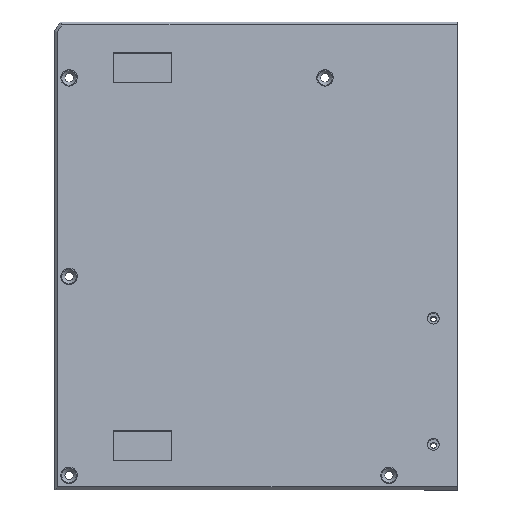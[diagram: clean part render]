
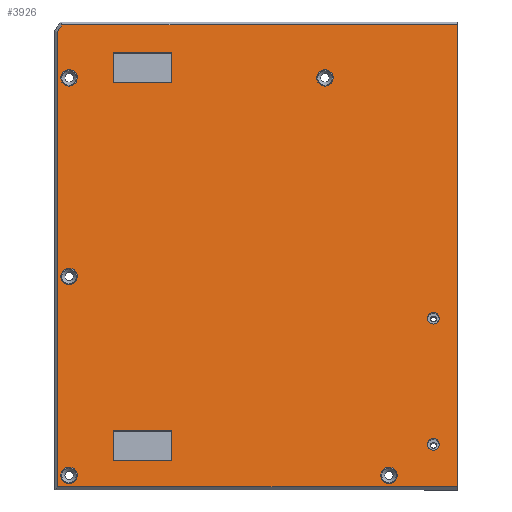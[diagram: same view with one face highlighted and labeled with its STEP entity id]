
A CAD part, top view. The second image highlights one B-rep face of the part: STEP entity #3926.
In plain terms, the highlighted planar face has unit normal (0, 0.112, 0.994).
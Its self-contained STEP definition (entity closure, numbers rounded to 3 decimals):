
#37=ELLIPSE('',#4207,2.818,2.8);
#38=ELLIPSE('',#4208,2.818,2.8);
#39=ELLIPSE('',#4209,2.818,2.8);
#40=ELLIPSE('',#4210,2.818,2.8);
#41=ELLIPSE('',#4211,2.818,2.8);
#307=FACE_BOUND('',#719,.T.);
#308=FACE_BOUND('',#720,.T.);
#309=FACE_BOUND('',#721,.T.);
#310=FACE_BOUND('',#722,.T.);
#311=FACE_BOUND('',#723,.T.);
#312=FACE_BOUND('',#724,.T.);
#313=FACE_BOUND('',#725,.T.);
#314=FACE_BOUND('',#726,.T.);
#315=FACE_BOUND('',#727,.T.);
#366=CIRCLE('',#4212,2.);
#367=CIRCLE('',#4213,2.);
#485=FACE_OUTER_BOUND('',#718,.T.);
#718=EDGE_LOOP('',(#3097,#3098,#3099,#3100,#3101));
#719=EDGE_LOOP('',(#3102));
#720=EDGE_LOOP('',(#3103));
#721=EDGE_LOOP('',(#3104));
#722=EDGE_LOOP('',(#3105,#3106,#3107,#3108));
#723=EDGE_LOOP('',(#3109,#3110,#3111,#3112));
#724=EDGE_LOOP('',(#3113));
#725=EDGE_LOOP('',(#3114));
#726=EDGE_LOOP('',(#3115));
#727=EDGE_LOOP('',(#3116));
#881=LINE('',#5455,#1312);
#1123=LINE('',#6084,#1554);
#1124=LINE('',#6086,#1555);
#1125=LINE('',#6088,#1556);
#1126=LINE('',#6089,#1557);
#1127=LINE('',#6098,#1558);
#1128=LINE('',#6100,#1559);
#1129=LINE('',#6102,#1560);
#1130=LINE('',#6103,#1561);
#1131=LINE('',#6106,#1562);
#1132=LINE('',#6108,#1563);
#1133=LINE('',#6110,#1564);
#1134=LINE('',#6111,#1565);
#1312=VECTOR('',#4404,10.);
#1554=VECTOR('',#4886,10.);
#1555=VECTOR('',#4887,10.);
#1556=VECTOR('',#4888,10.);
#1557=VECTOR('',#4889,10.);
#1558=VECTOR('',#4896,10.);
#1559=VECTOR('',#4897,10.);
#1560=VECTOR('',#4898,10.);
#1561=VECTOR('',#4899,10.);
#1562=VECTOR('',#4900,10.);
#1563=VECTOR('',#4901,10.);
#1564=VECTOR('',#4902,10.);
#1565=VECTOR('',#4903,10.);
#1743=VERTEX_POINT('',#5452);
#1744=VERTEX_POINT('',#5454);
#1955=VERTEX_POINT('',#6083);
#1956=VERTEX_POINT('',#6085);
#1957=VERTEX_POINT('',#6087);
#1958=VERTEX_POINT('',#6090);
#1959=VERTEX_POINT('',#6092);
#1960=VERTEX_POINT('',#6094);
#1961=VERTEX_POINT('',#6096);
#1962=VERTEX_POINT('',#6097);
#1963=VERTEX_POINT('',#6099);
#1964=VERTEX_POINT('',#6101);
#1965=VERTEX_POINT('',#6104);
#1966=VERTEX_POINT('',#6105);
#1967=VERTEX_POINT('',#6107);
#1968=VERTEX_POINT('',#6109);
#1969=VERTEX_POINT('',#6112);
#1970=VERTEX_POINT('',#6114);
#1971=VERTEX_POINT('',#6116);
#1972=VERTEX_POINT('',#6118);
#2094=EDGE_CURVE('',#1744,#1743,#881,.T.);
#2384=EDGE_CURVE('',#1955,#1743,#1123,.T.);
#2385=EDGE_CURVE('',#1956,#1955,#1124,.T.);
#2386=EDGE_CURVE('',#1957,#1956,#1125,.T.);
#2387=EDGE_CURVE('',#1744,#1957,#1126,.T.);
#2388=EDGE_CURVE('',#1958,#1958,#37,.T.);
#2389=EDGE_CURVE('',#1959,#1959,#38,.T.);
#2390=EDGE_CURVE('',#1960,#1960,#39,.T.);
#2391=EDGE_CURVE('',#1961,#1962,#1127,.T.);
#2392=EDGE_CURVE('',#1962,#1963,#1128,.T.);
#2393=EDGE_CURVE('',#1963,#1964,#1129,.T.);
#2394=EDGE_CURVE('',#1964,#1961,#1130,.T.);
#2395=EDGE_CURVE('',#1965,#1966,#1131,.T.);
#2396=EDGE_CURVE('',#1966,#1967,#1132,.T.);
#2397=EDGE_CURVE('',#1967,#1968,#1133,.T.);
#2398=EDGE_CURVE('',#1968,#1965,#1134,.T.);
#2399=EDGE_CURVE('',#1969,#1969,#40,.T.);
#2400=EDGE_CURVE('',#1970,#1970,#41,.T.);
#2401=EDGE_CURVE('',#1971,#1971,#366,.T.);
#2402=EDGE_CURVE('',#1972,#1972,#367,.T.);
#3097=ORIENTED_EDGE('',*,*,#2094,.T.);
#3098=ORIENTED_EDGE('',*,*,#2384,.F.);
#3099=ORIENTED_EDGE('',*,*,#2385,.F.);
#3100=ORIENTED_EDGE('',*,*,#2386,.F.);
#3101=ORIENTED_EDGE('',*,*,#2387,.F.);
#3102=ORIENTED_EDGE('',*,*,#2388,.T.);
#3103=ORIENTED_EDGE('',*,*,#2389,.T.);
#3104=ORIENTED_EDGE('',*,*,#2390,.T.);
#3105=ORIENTED_EDGE('',*,*,#2391,.T.);
#3106=ORIENTED_EDGE('',*,*,#2392,.T.);
#3107=ORIENTED_EDGE('',*,*,#2393,.T.);
#3108=ORIENTED_EDGE('',*,*,#2394,.T.);
#3109=ORIENTED_EDGE('',*,*,#2395,.T.);
#3110=ORIENTED_EDGE('',*,*,#2396,.T.);
#3111=ORIENTED_EDGE('',*,*,#2397,.T.);
#3112=ORIENTED_EDGE('',*,*,#2398,.T.);
#3113=ORIENTED_EDGE('',*,*,#2399,.T.);
#3114=ORIENTED_EDGE('',*,*,#2400,.T.);
#3115=ORIENTED_EDGE('',*,*,#2401,.T.);
#3116=ORIENTED_EDGE('',*,*,#2402,.T.);
#3746=PLANE('',#4206);
#3926=ADVANCED_FACE('',(#485,#307,#308,#309,#310,#311,#312,#313,#314,#315),
#3746,.T.);
#4206=AXIS2_PLACEMENT_3D('',#6082,#4884,#4885);
#4207=AXIS2_PLACEMENT_3D('',#6091,#4890,#4891);
#4208=AXIS2_PLACEMENT_3D('',#6093,#4892,#4893);
#4209=AXIS2_PLACEMENT_3D('',#6095,#4894,#4895);
#4210=AXIS2_PLACEMENT_3D('',#6113,#4904,#4905);
#4211=AXIS2_PLACEMENT_3D('',#6115,#4906,#4907);
#4212=AXIS2_PLACEMENT_3D('',#6117,#4908,#4909);
#4213=AXIS2_PLACEMENT_3D('',#6119,#4910,#4911);
#4404=DIRECTION('',(0.,0.994,-0.112));
#4884=DIRECTION('center_axis',(0.,0.112,0.994));
#4885=DIRECTION('ref_axis',(0.,-0.994,0.112));
#4886=DIRECTION('',(1.,0.,0.));
#4887=DIRECTION('',(0.524,0.846,-0.096));
#4888=DIRECTION('',(0.,0.994,-0.112));
#4889=DIRECTION('',(-1.,0.,0.));
#4890=DIRECTION('center_axis',(0.,-0.112,
-0.994));
#4891=DIRECTION('ref_axis',(0.,-0.994,0.112));
#4892=DIRECTION('center_axis',(0.,-0.112,
-0.994));
#4893=DIRECTION('ref_axis',(0.,-0.994,0.112));
#4894=DIRECTION('center_axis',(0.,-0.112,
-0.994));
#4895=DIRECTION('ref_axis',(0.,-0.994,0.112));
#4896=DIRECTION('',(-1.,0.,0.));
#4897=DIRECTION('',(0.,0.994,-0.112));
#4898=DIRECTION('',(1.,0.,0.));
#4899=DIRECTION('',(0.,-0.994,0.112));
#4900=DIRECTION('',(1.,0.,0.));
#4901=DIRECTION('',(0.,-0.994,0.112));
#4902=DIRECTION('',(-1.,0.,0.));
#4903=DIRECTION('',(0.,0.994,-0.112));
#4904=DIRECTION('center_axis',(0.,-0.112,
-0.994));
#4905=DIRECTION('ref_axis',(0.,-0.994,0.112));
#4906=DIRECTION('center_axis',(0.,-0.112,
-0.994));
#4907=DIRECTION('ref_axis',(0.,-0.994,0.112));
#4908=DIRECTION('center_axis',(0.,-0.112,
-0.994));
#4909=DIRECTION('ref_axis',(1.,0.,0.));
#4910=DIRECTION('center_axis',(0.,-0.112,
-0.994));
#4911=DIRECTION('ref_axis',(1.,0.,0.));
#5452=CARTESIAN_POINT('',(27.842,151.439,4.135));
#5454=CARTESIAN_POINT('',(27.842,-6.102,21.928));
#5455=CARTESIAN_POINT('',(27.842,95.311,10.474));
#6082=CARTESIAN_POINT('Origin',(-109.48,152.632,4.));
#6083=CARTESIAN_POINT('',(-107.003,151.439,4.135));
#6084=CARTESIAN_POINT('',(42.32,151.439,4.135));
#6085=CARTESIAN_POINT('',(-108.48,149.056,4.404));
#6086=CARTESIAN_POINT('',(-106.817,151.739,4.101));
#6087=CARTESIAN_POINT('',(-108.48,-6.102,21.928));
#6088=CARTESIAN_POINT('',(-108.48,151.075,4.176));
#6089=CARTESIAN_POINT('',(42.32,-6.102,21.928));
#6090=CARTESIAN_POINT('',(7.312,-2.144,21.481));
#6091=CARTESIAN_POINT('Origin',(4.512,-2.144,21.481));
#6092=CARTESIAN_POINT('',(-14.524,133.383,6.174));
#6093=CARTESIAN_POINT('Origin',(-17.324,133.383,6.174));
#6094=CARTESIAN_POINT('',(-101.749,133.383,6.174));
#6095=CARTESIAN_POINT('Origin',(-104.549,133.383,6.174));
#6096=CARTESIAN_POINT('',(-69.48,131.942,6.337));
#6097=CARTESIAN_POINT('',(-89.48,131.942,6.337));
#6098=CARTESIAN_POINT('',(-89.48,131.942,6.337));
#6099=CARTESIAN_POINT('',(-89.48,141.879,5.215));
#6100=CARTESIAN_POINT('',(-89.48,142.287,5.168));
#6101=CARTESIAN_POINT('',(-69.48,141.879,5.215));
#6102=CARTESIAN_POINT('',(-99.48,141.879,5.215));
#6103=CARTESIAN_POINT('',(-69.48,147.256,4.607));
#6104=CARTESIAN_POINT('',(-89.48,13.011,19.77));
#6105=CARTESIAN_POINT('',(-69.48,13.011,19.77));
#6106=CARTESIAN_POINT('',(-99.48,13.011,19.77));
#6107=CARTESIAN_POINT('',(-69.48,3.074,20.892));
#6108=CARTESIAN_POINT('',(-69.48,82.822,11.885));
#6109=CARTESIAN_POINT('',(-89.48,3.074,20.892));
#6110=CARTESIAN_POINT('',(-89.48,3.074,20.892));
#6111=CARTESIAN_POINT('',(-89.48,77.853,12.446));
#6112=CARTESIAN_POINT('',(-101.749,-2.144,21.481));
#6113=CARTESIAN_POINT('Origin',(-104.549,-2.144,21.481));
#6114=CARTESIAN_POINT('',(-101.749,65.655,13.824));
#6115=CARTESIAN_POINT('Origin',(-104.549,65.655,13.824));
#6116=CARTESIAN_POINT('',(17.676,51.431,15.43));
#6117=CARTESIAN_POINT('Origin',(19.676,51.431,15.43));
#6118=CARTESIAN_POINT('',(17.676,8.405,20.29));
#6119=CARTESIAN_POINT('Origin',(19.676,8.405,20.29));
